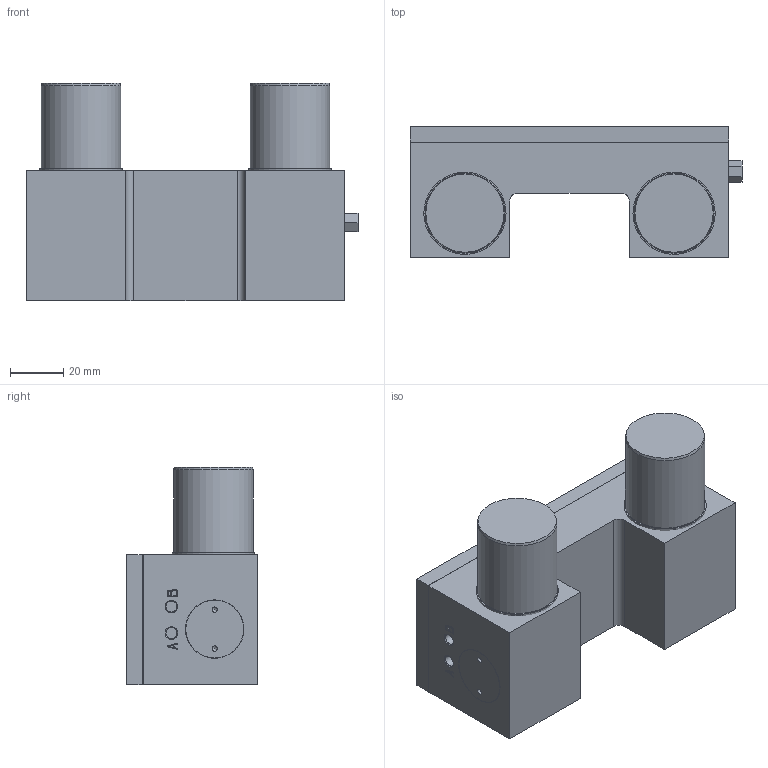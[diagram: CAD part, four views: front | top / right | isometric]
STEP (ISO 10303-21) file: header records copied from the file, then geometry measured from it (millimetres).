
FILE_DESCRIPTION( ( 'STEP AP203' ), '1' );
FILE_NAME( 'MKS4501A-PMK45-6-SBCSBI-SBI..FL-45.stp', '2021-04-19T13:17:50', ( 'License CC BY-ND 4.0' ), ( 'CADENAS' ), ' ', 'PARTsolutions', ' ' );
FILE_SCHEMA( ( 'CONFIG_CONTROL_DESIGN' ) );
Length unit declared in the file: millimetre
Products named in the file (5): MKS4501A-PMK45-6-SBCSBI-SBI..FL-45; _Gehaeuse_MKS 4501A 46.01; _Luftfilter 5 7; _Deckel MKS 30; _PMK45-6
Assembly tree (5 placements, depth 2):
  MKS4501A-PMK45-6-SBCSBI-SBI..FL-45
    _Gehaeuse_MKS 4501A 46.01
    _Luftfilter 5 7
    _Deckel MKS 30  x2
    _PMK45-6
Bounding box: 125.1 x 49.5 x 82 mm (x, y, z)
Volume: 246920.5 mm3; surface area: 57474.2 mm2
Topology: 5 solids, 5 shells, 168 faces, 386 edges, 258 vertices
Faces by surface type: plane 100, cylinder 44, cone 22, torus 2
Full cylindrical faces by diameter (mm): 2 x8, 4.134 x4, 8.376 x4, 10.5 x4, 21.8 x2, 22 x2, 26 x2, 29.8 x2, 30 x4, 31 x2
Entity records: 4166 total; most frequent: DIRECTION 704, CARTESIAN_POINT 669, ORIENTED_EDGE 568, EDGE_CURVE 284, AXIS2_PLACEMENT_3D 257, EDGE_LOOP 244, VERTEX_POINT 222, LINE 190
